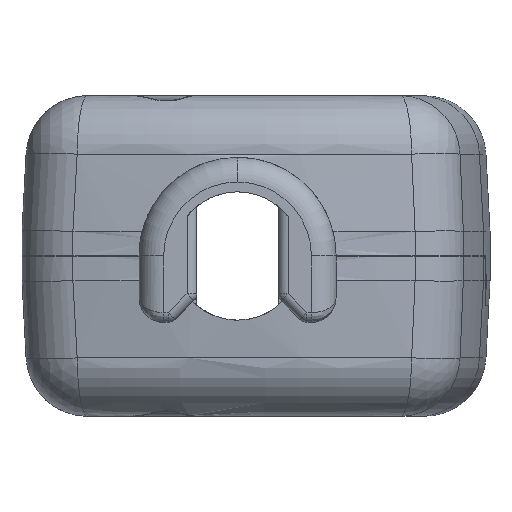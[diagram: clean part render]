
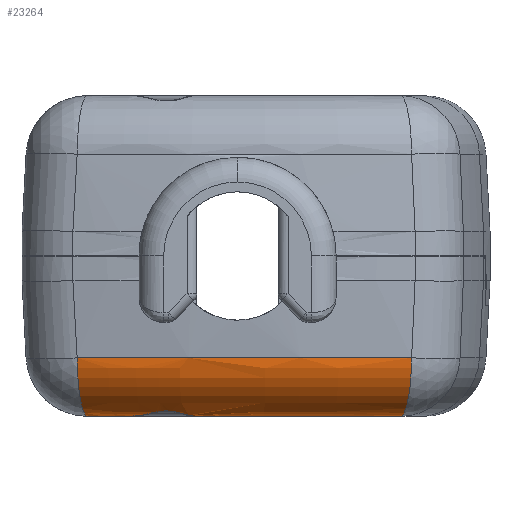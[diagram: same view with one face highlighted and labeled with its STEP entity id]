
A CAD part, left-side view. The second image highlights one B-rep face of the part: STEP entity #23264.
In plain terms, the highlighted toroidal (fillet/blend) face has major radius 36.11 mm and minor radius 2.5 mm.
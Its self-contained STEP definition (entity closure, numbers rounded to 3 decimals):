
#60=TOROIDAL_SURFACE('',#24690,36.11,2.5);
#370=B_SPLINE_CURVE_WITH_KNOTS('',3,(#33425,#33426,#33427,#33428),
 .UNSPECIFIED.,.F.,.F.,(4,4),(0.,1.),.UNSPECIFIED.);
#371=B_SPLINE_CURVE_WITH_KNOTS('',3,(#33430,#33431,#33432,#33433,#33434),
 .UNSPECIFIED.,.F.,.F.,(4,1,4),(0.,0.5,1.),
 .UNSPECIFIED.);
#372=B_SPLINE_CURVE_WITH_KNOTS('',3,(#33436,#33437,#33438,#33439),
 .UNSPECIFIED.,.F.,.F.,(4,4),(0.,1.),.UNSPECIFIED.);
#373=B_SPLINE_CURVE_WITH_KNOTS('',3,(#33441,#33442,#33443,#33444),
 .UNSPECIFIED.,.F.,.F.,(4,4),(0.,1.),.UNSPECIFIED.);
#6735=ORIENTED_EDGE('',*,*,#13681,.T.);
#6736=ORIENTED_EDGE('',*,*,#13682,.F.);
#6737=ORIENTED_EDGE('',*,*,#13683,.T.);
#6738=ORIENTED_EDGE('',*,*,#13684,.T.);
#6739=ORIENTED_EDGE('',*,*,#13685,.T.);
#6740=ORIENTED_EDGE('',*,*,#13686,.T.);
#6741=ORIENTED_EDGE('',*,*,#13687,.F.);
#6742=ORIENTED_EDGE('',*,*,#13676,.F.);
#6743=ORIENTED_EDGE('',*,*,#13688,.F.);
#13676=EDGE_CURVE('',#17110,#17101,#19161,.T.);
#13681=EDGE_CURVE('',#17113,#17114,#19165,.T.);
#13682=EDGE_CURVE('',#17115,#17114,#19166,.T.);
#13683=EDGE_CURVE('',#17115,#17116,#370,.T.);
#13684=EDGE_CURVE('',#17116,#17117,#371,.T.);
#13685=EDGE_CURVE('',#17117,#17118,#372,.T.);
#13686=EDGE_CURVE('',#17118,#17119,#373,.T.);
#13687=EDGE_CURVE('',#17101,#17119,#19167,.T.);
#13688=EDGE_CURVE('',#17113,#17110,#19168,.T.);
#17101=VERTEX_POINT('',#33376);
#17110=VERTEX_POINT('',#33407);
#17113=VERTEX_POINT('',#33421);
#17114=VERTEX_POINT('',#33422);
#17115=VERTEX_POINT('',#33424);
#17116=VERTEX_POINT('',#33429);
#17117=VERTEX_POINT('',#33435);
#17118=VERTEX_POINT('',#33440);
#17119=VERTEX_POINT('',#33445);
#19161=CIRCLE('',#24685,2.5);
#19165=CIRCLE('',#24691,2.5);
#19166=CIRCLE('',#24692,36.11);
#19167=CIRCLE('',#24693,36.11);
#19168=CIRCLE('',#24694,38.606);
#19670=EDGE_LOOP('',(#6735,#6736,#6737,#6738,#6739,#6740,#6741,#6742,#6743));
#21043=FACE_BOUND('',#19670,.T.);
#23264=ADVANCED_FACE('',(#21043),#60,.T.);
#24685=AXIS2_PLACEMENT_3D('',#33406,#26896,#26897);
#24690=AXIS2_PLACEMENT_3D('',#33419,#26906,#26907);
#24691=AXIS2_PLACEMENT_3D('',#33420,#26908,#26909);
#24692=AXIS2_PLACEMENT_3D('',#33423,#26910,#26911);
#24693=AXIS2_PLACEMENT_3D('',#33446,#26912,#26913);
#24694=AXIS2_PLACEMENT_3D('',#33447,#26914,#26915);
#26896=DIRECTION('',(0.183,-0.983,0.));
#26897=DIRECTION('',(0.983,0.183,0.));
#26906=DIRECTION('',(0.,0.,1.));
#26907=DIRECTION('',(1.,0.,0.));
#26908=DIRECTION('',(-0.169,-0.986,0.));
#26909=DIRECTION('',(-0.986,0.169,0.));
#26910=DIRECTION('',(0.,0.,-1.));
#26911=DIRECTION('',(1.,0.,0.));
#26912=DIRECTION('',(0.,0.,-1.));
#26913=DIRECTION('',(1.,0.,0.));
#26914=DIRECTION('',(0.,0.,1.));
#26915=DIRECTION('',(-1.,0.,0.));
#33376=CARTESIAN_POINT('',(-86.696,-12.179,-0.2));
#33406=CARTESIAN_POINT('',(-86.696,-12.179,2.3));
#33407=CARTESIAN_POINT('',(-89.15,-12.635,2.169));
#33419=CARTESIAN_POINT('',(-51.194,-5.579,2.3));
#33420=CARTESIAN_POINT('',(-86.785,0.522,2.3));
#33421=CARTESIAN_POINT('',(-89.245,0.944,2.169));
#33422=CARTESIAN_POINT('',(-86.785,0.522,-0.2));
#33423=CARTESIAN_POINT('',(-51.194,-5.579,-0.2));
#33424=CARTESIAN_POINT('',(-87.042,-1.237,-0.2));
#33425=CARTESIAN_POINT('',(-87.042,-1.237,-0.2));
#33426=CARTESIAN_POINT('',(-87.367,-1.537,-0.2));
#33427=CARTESIAN_POINT('',(-87.652,-1.8,-0.151));
#33428=CARTESIAN_POINT('',(-87.893,-2.022,-0.081));
#33429=CARTESIAN_POINT('',(-87.893,-2.022,-0.081));
#33430=CARTESIAN_POINT('',(-87.893,-2.022,-0.081));
#33431=CARTESIAN_POINT('',(-88.093,-2.207,-0.023));
#33432=CARTESIAN_POINT('',(-88.317,-2.729,0.067));
#33433=CARTESIAN_POINT('',(-88.085,-3.24,-0.06));
#33434=CARTESIAN_POINT('',(-87.884,-3.425,-0.116));
#33435=CARTESIAN_POINT('',(-87.884,-3.425,-0.116));
#33436=CARTESIAN_POINT('',(-87.884,-3.425,-0.116));
#33437=CARTESIAN_POINT('',(-87.828,-3.477,-0.132));
#33438=CARTESIAN_POINT('',(-87.771,-3.529,-0.145));
#33439=CARTESIAN_POINT('',(-87.714,-3.582,-0.156));
#33440=CARTESIAN_POINT('',(-87.714,-3.582,-0.156));
#33441=CARTESIAN_POINT('',(-87.714,-3.582,-0.156));
#33442=CARTESIAN_POINT('',(-87.585,-3.701,-0.182));
#33443=CARTESIAN_POINT('',(-87.433,-3.784,-0.2));
#33444=CARTESIAN_POINT('',(-87.262,-3.832,-0.2));
#33445=CARTESIAN_POINT('',(-87.262,-3.832,-0.2));
#33446=CARTESIAN_POINT('',(-51.194,-5.579,-0.2));
#33447=CARTESIAN_POINT('',(-51.194,-5.579,2.169));
